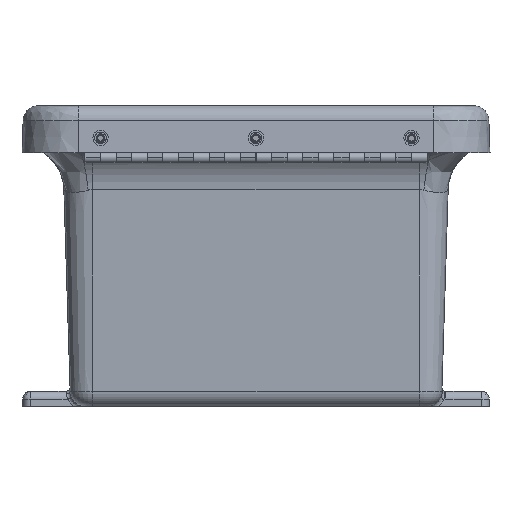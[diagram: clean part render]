
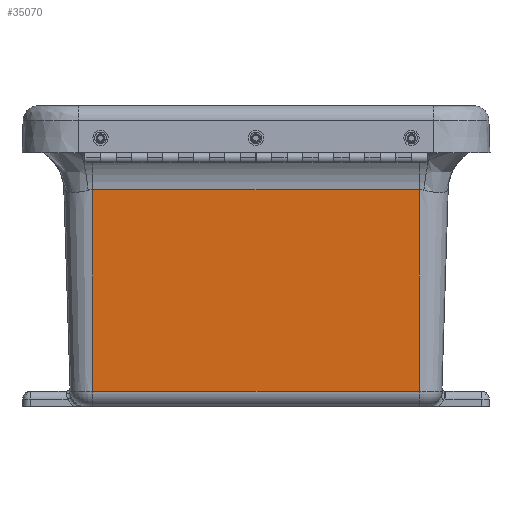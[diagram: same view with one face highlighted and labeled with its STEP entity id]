
A CAD part, left-side view. The second image highlights one B-rep face of the part: STEP entity #35070.
In plain terms, the highlighted planar face has unit normal (-1, 0, -0.031).
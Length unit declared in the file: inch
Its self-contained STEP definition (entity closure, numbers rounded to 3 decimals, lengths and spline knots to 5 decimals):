
#1284 = AXIS2_PLACEMENT_3D ( 'NONE', #29625, #39479, #16653 ) ;
#1659 = ORIENTED_EDGE ( 'NONE', *, *, #11106, .T. ) ;
#1687 = LINE ( 'NONE', #28088, #14766 ) ;
#2117 = CARTESIAN_POINT ( 'NONE',  ( -3.11769, -2.62855, -0.00391 ) ) ;
#6254 = LINE ( 'NONE', #19655, #12806 ) ;
#7615 = VERTEX_POINT ( 'NONE', #15286 ) ;
#8736 = EDGE_CURVE ( 'NONE', #7615, #11478, #1687, .T. ) ;
#10323 = LINE ( 'NONE', #2117, #29572 ) ;
#11106 = EDGE_CURVE ( 'NONE', #27074, #11478, #6254, .T. ) ;
#11478 = VERTEX_POINT ( 'NONE', #23725 ) ;
#12231 = VERTEX_POINT ( 'NONE', #29991 ) ;
#12806 = VECTOR ( 'NONE', #38796, 39.37008 ) ;
#13076 = EDGE_CURVE ( 'NONE', #12231, #7615, #20100, .T. ) ;
#14018 = CARTESIAN_POINT ( 'NONE',  ( -3.082, -2.62855, -1.13991 ) ) ;
#14766 = VECTOR ( 'NONE', #41327, 39.37008 ) ;
#15286 = CARTESIAN_POINT ( 'NONE',  ( -2.98011, 2.62855, -4.38285 ) ) ;
#16163 = ORIENTED_EDGE ( 'NONE', *, *, #29558, .T. ) ;
#16653 = DIRECTION ( 'NONE',  ( 0.031, 0., -1. ) ) ;
#19655 = CARTESIAN_POINT ( 'NONE',  ( -3.082, 2.62855, -1.13991 ) ) ;
#20100 = LINE ( 'NONE', #24403, #35852 ) ;
#20469 = ORIENTED_EDGE ( 'NONE', *, *, #13076, .F. ) ;
#23725 = CARTESIAN_POINT ( 'NONE',  ( -3.082, 2.62855, -1.13991 ) ) ;
#24403 = CARTESIAN_POINT ( 'NONE',  ( -2.98011, 1.31427, -4.38285 ) ) ;
#27074 = VERTEX_POINT ( 'NONE', #14018 ) ;
#28088 = CARTESIAN_POINT ( 'NONE',  ( -2.9725, 2.62855, -4.625 ) ) ;
#28830 = ORIENTED_EDGE ( 'NONE', *, *, #8736, .F. ) ;
#29558 = EDGE_CURVE ( 'NONE', #12231, #27074, #10323, .T. ) ;
#29572 = VECTOR ( 'NONE', #34668, 39.37008 ) ;
#29625 = CARTESIAN_POINT ( 'NONE',  ( -3.11769, 2.62855, -0.00391 ) ) ;
#29991 = CARTESIAN_POINT ( 'NONE',  ( -2.98011, -2.62855, -4.38285 ) ) ;
#34043 = DIRECTION ( 'NONE',  ( 0., 1., 0. ) ) ;
#34668 = DIRECTION ( 'NONE',  ( -0.031, 0., 1. ) ) ;
#35070 = ADVANCED_FACE ( 'NONE', ( #38289 ), #35648, .T. ) ;
#35648 = PLANE ( 'NONE',  #1284 ) ;
#35852 = VECTOR ( 'NONE', #34043, 39.37008 ) ;
#38289 = FACE_OUTER_BOUND ( 'NONE', #38799, .T. ) ;
#38796 = DIRECTION ( 'NONE',  ( 0., 1., 0. ) ) ;
#38799 = EDGE_LOOP ( 'NONE', ( #20469, #16163, #1659, #28830 ) ) ;
#39479 = DIRECTION ( 'NONE',  ( -1., 0., -0.031 ) ) ;
#41327 = DIRECTION ( 'NONE',  ( -0.031, 0., 1. ) ) ;
